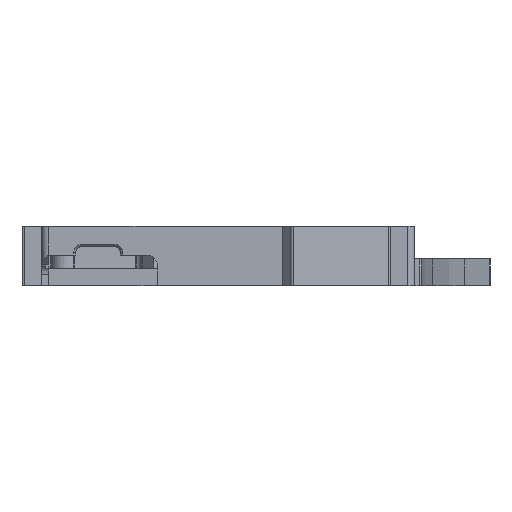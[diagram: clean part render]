
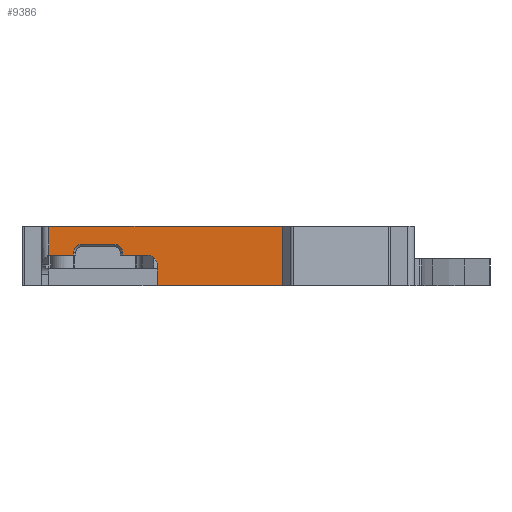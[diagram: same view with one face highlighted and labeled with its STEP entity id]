
A CAD part, left-side view. The second image highlights one B-rep face of the part: STEP entity #9386.
In plain terms, the highlighted planar face has unit normal (-1, 0, 0).
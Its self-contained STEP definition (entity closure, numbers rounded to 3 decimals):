
#438=CIRCLE('',#9859,1.7);
#439=CIRCLE('',#9860,1.7);
#440=CIRCLE('',#9861,2.);
#723=FACE_OUTER_BOUND('',#1268,.T.);
#1268=EDGE_LOOP('',(#7395,#7396,#7397,#7398,#7399,#7400,#7401,#7402,#7403,
#7404,#7405,#7406,#7407));
#2067=LINE('',#14677,#3176);
#2131=LINE('',#14848,#3240);
#2159=LINE('',#14919,#3268);
#2160=LINE('',#14922,#3269);
#2161=LINE('',#14924,#3270);
#2162=LINE('',#14928,#3271);
#2163=LINE('',#14932,#3272);
#2164=LINE('',#14934,#3273);
#2165=LINE('',#14937,#3274);
#2166=LINE('',#14938,#3275);
#3176=VECTOR('',#10991,10.);
#3240=VECTOR('',#11111,10.);
#3268=VECTOR('',#11161,10.);
#3269=VECTOR('',#11164,10.);
#3270=VECTOR('',#11165,10.);
#3271=VECTOR('',#11168,10.);
#3272=VECTOR('',#11171,10.);
#3273=VECTOR('',#11172,10.);
#3274=VECTOR('',#11175,10.);
#3275=VECTOR('',#11176,10.);
#4271=VERTEX_POINT('',#14674);
#4272=VERTEX_POINT('',#14676);
#4336=VERTEX_POINT('',#14845);
#4337=VERTEX_POINT('',#14847);
#4355=VERTEX_POINT('',#14917);
#4356=VERTEX_POINT('',#14921);
#4357=VERTEX_POINT('',#14923);
#4358=VERTEX_POINT('',#14925);
#4359=VERTEX_POINT('',#14927);
#4360=VERTEX_POINT('',#14929);
#4361=VERTEX_POINT('',#14931);
#4362=VERTEX_POINT('',#14933);
#4363=VERTEX_POINT('',#14935);
#5370=EDGE_CURVE('',#4271,#4272,#2067,.T.);
#5449=EDGE_CURVE('',#4336,#4337,#2131,.T.);
#5481=EDGE_CURVE('',#4355,#4271,#2159,.T.);
#5482=EDGE_CURVE('',#4355,#4356,#2160,.T.);
#5483=EDGE_CURVE('',#4357,#4356,#2161,.T.);
#5484=EDGE_CURVE('',#4358,#4357,#438,.T.);
#5485=EDGE_CURVE('',#4359,#4358,#2162,.T.);
#5486=EDGE_CURVE('',#4360,#4359,#439,.T.);
#5487=EDGE_CURVE('',#4361,#4360,#2163,.T.);
#5488=EDGE_CURVE('',#4361,#4362,#2164,.T.);
#5489=EDGE_CURVE('',#4362,#4363,#440,.T.);
#5490=EDGE_CURVE('',#4363,#4337,#2165,.T.);
#5491=EDGE_CURVE('',#4336,#4272,#2166,.T.);
#7395=ORIENTED_EDGE('',*,*,#5481,.F.);
#7396=ORIENTED_EDGE('',*,*,#5482,.T.);
#7397=ORIENTED_EDGE('',*,*,#5483,.F.);
#7398=ORIENTED_EDGE('',*,*,#5484,.F.);
#7399=ORIENTED_EDGE('',*,*,#5485,.F.);
#7400=ORIENTED_EDGE('',*,*,#5486,.F.);
#7401=ORIENTED_EDGE('',*,*,#5487,.F.);
#7402=ORIENTED_EDGE('',*,*,#5488,.T.);
#7403=ORIENTED_EDGE('',*,*,#5489,.T.);
#7404=ORIENTED_EDGE('',*,*,#5490,.T.);
#7405=ORIENTED_EDGE('',*,*,#5449,.F.);
#7406=ORIENTED_EDGE('',*,*,#5491,.T.);
#7407=ORIENTED_EDGE('',*,*,#5370,.F.);
#8914=PLANE('',#9858);
#9386=ADVANCED_FACE('',(#723),#8914,.T.);
#9858=AXIS2_PLACEMENT_3D('',#14920,#11162,#11163);
#9859=AXIS2_PLACEMENT_3D('',#14926,#11166,#11167);
#9860=AXIS2_PLACEMENT_3D('',#14930,#11169,#11170);
#9861=AXIS2_PLACEMENT_3D('',#14936,#11173,#11174);
#10991=DIRECTION('',(0.,-1.,0.));
#11111=DIRECTION('',(0.,1.,0.));
#11161=DIRECTION('',(0.,0.,1.));
#11162=DIRECTION('center_axis',(-1.,0.,0.));
#11163=DIRECTION('ref_axis',(0.,-1.,0.));
#11164=DIRECTION('',(0.,-1.,0.));
#11165=DIRECTION('',(0.,0.,-1.));
#11166=DIRECTION('center_axis',(-1.,0.,0.));
#11167=DIRECTION('ref_axis',(0.,0.,
1.));
#11168=DIRECTION('',(0.,1.,0.));
#11169=DIRECTION('center_axis',(-1.,0.,0.));
#11170=DIRECTION('ref_axis',(0.,-1.,0.));
#11171=DIRECTION('',(0.,0.,1.));
#11172=DIRECTION('',(0.,-1.,0.));
#11173=DIRECTION('center_axis',(1.,0.,0.));
#11174=DIRECTION('ref_axis',(0.,-1.,0.));
#11175=DIRECTION('',(0.,0.,-1.));
#11176=DIRECTION('',(0.,0.,1.));
#14674=CARTESIAN_POINT('',(28.638,-49.155,10.5));
#14676=CARTESIAN_POINT('',(28.638,-98.604,10.5));
#14677=CARTESIAN_POINT('',(28.638,-98.604,10.5));
#14845=CARTESIAN_POINT('',(28.638,-98.604,-2.));
#14847=CARTESIAN_POINT('',(28.638,-72.1,-2.));
#14848=CARTESIAN_POINT('',(28.638,-98.604,-2.));
#14917=CARTESIAN_POINT('',(28.638,-49.155,4.395));
#14919=CARTESIAN_POINT('',(28.638,-49.155,0.));
#14920=CARTESIAN_POINT('Origin',(28.638,-47.655,0.));
#14921=CARTESIAN_POINT('',(28.638,-54.4,4.395));
#14922=CARTESIAN_POINT('',(28.638,-48.405,4.395));
#14923=CARTESIAN_POINT('',(28.638,-54.4,4.98));
#14924=CARTESIAN_POINT('',(28.638,-54.4,1.905));
#14925=CARTESIAN_POINT('',(28.638,-56.1,6.68));
#14926=CARTESIAN_POINT('Origin',(28.638,-56.1,4.98));
#14927=CARTESIAN_POINT('',(28.638,-63.1,6.68));
#14928=CARTESIAN_POINT('',(28.638,-51.878,6.68));
#14929=CARTESIAN_POINT('',(28.638,-64.8,4.98));
#14930=CARTESIAN_POINT('Origin',(28.638,-63.1,4.98));
#14931=CARTESIAN_POINT('',(28.638,-64.8,4.395));
#14932=CARTESIAN_POINT('',(28.638,-64.8,2.49));
#14933=CARTESIAN_POINT('',(28.638,-70.1,4.395));
#14934=CARTESIAN_POINT('',(28.638,-48.405,4.395));
#14935=CARTESIAN_POINT('',(28.638,-72.1,2.395));
#14936=CARTESIAN_POINT('Origin',(28.638,-70.1,2.395));
#14937=CARTESIAN_POINT('',(28.638,-72.1,1.198));
#14938=CARTESIAN_POINT('',(28.638,-98.604,0.));
